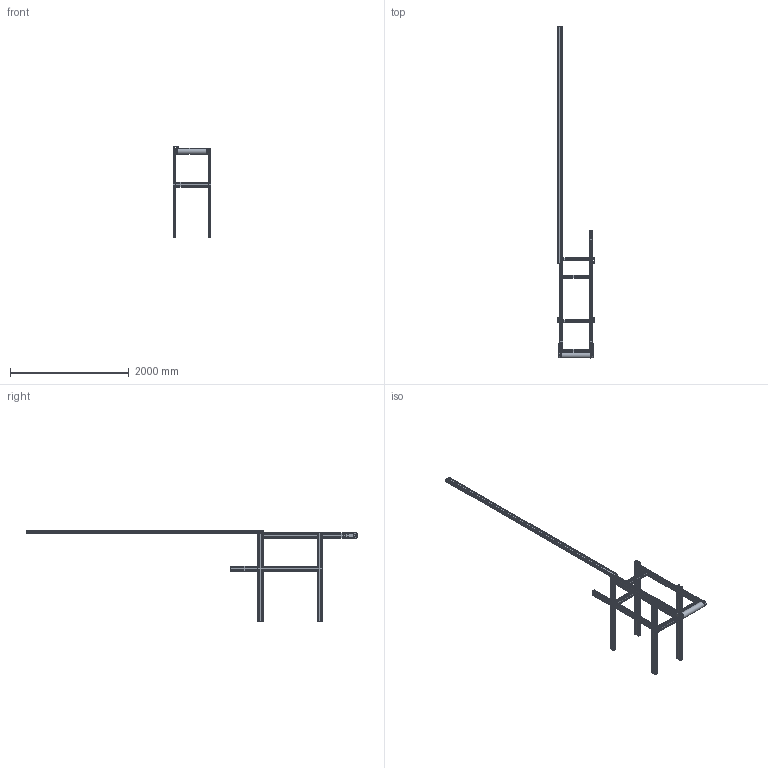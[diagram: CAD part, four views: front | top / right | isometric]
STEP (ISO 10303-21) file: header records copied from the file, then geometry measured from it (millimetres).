
FILE_DESCRIPTION(/* description */ (''),/* implementation_level */ '2;1');
FILE_NAME(/* name */ '85-900-1 assy .step',/* time_stamp */ '2022-04-19T17:08:51-04:00',/* author */ (''),/* organization */ (''),/* preprocessor_version */ 'ST-DEVELOPER v18.1',/* originating_system */ 'Autodesk Translation Framework v10.14.0.1471',/* authorisation */ '');
FILE_SCHEMA (('AUTOMOTIVE_DESIGN { 1 0 10303 214 3 1 1 }'));
Length unit declared in the file: millimetre
Products named in the file (3): Working 4-1-22b; 10-4590-0; 85-900-1
Assembly tree (3 placements, depth 2):
  Working 4-1-22b
    10-4590-0
    85-900-1  x2
Bounding box: 638.33 x 5599.23 x 1536.64 mm (x, y, z)
Volume: 22203384.6 mm3; surface area: 19039015.3 mm2
Topology: 37 solids, 37 shells, 4390 faces, 12705 edges, 8452 vertices
Faces by surface type: plane 2476, cylinder 1848, cone 26, torus 24, sphere 16
Full cylindrical faces by diameter (mm): 4 x8, 6.647 x2, 8 x10, 8.5 x4, 9 x16, 13 x8, 15 x16, 25 x4, 46 x2, 52 x4, 100 x1
Entity records: 140393 total; most frequent: CARTESIAN_POINT 24767, ORIENTED_EDGE 24608, DIRECTION 24323, EDGE_CURVE 12304, LINE 8645, VECTOR 8645, VERTEX_POINT 8195, AXIS2_PLACEMENT_3D 7839
